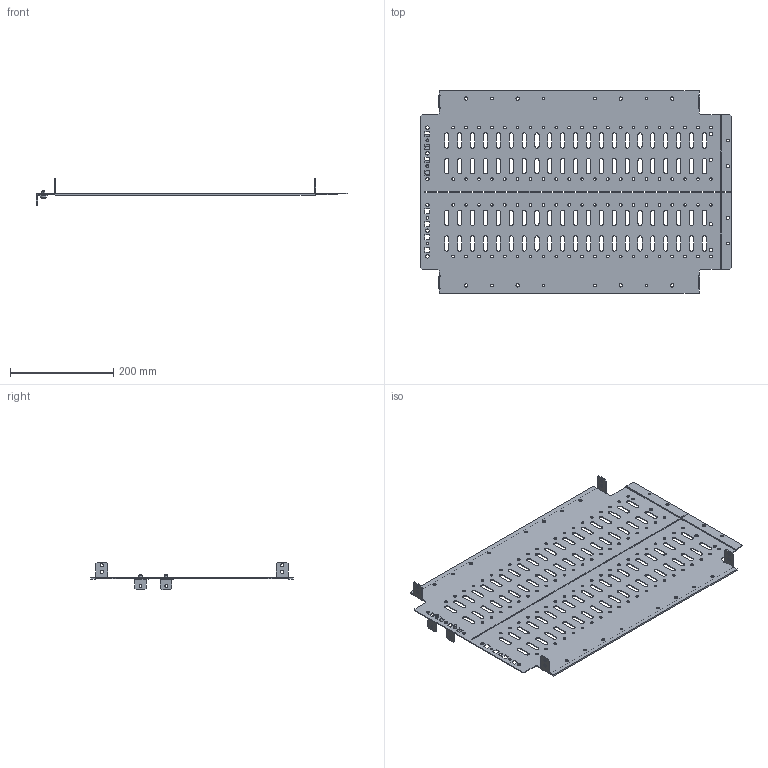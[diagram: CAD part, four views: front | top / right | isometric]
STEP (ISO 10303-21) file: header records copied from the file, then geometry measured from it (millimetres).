
FILE_DESCRIPTION (( 'STEP AP203' ), '1' );
FILE_NAME ('FO-00-SWH-040-060 FORMAT Ïåðåãîðîäêà ñåêö. ãîðèç. 400õ600 øêàô ãëóá. 1000 IEK.STEP', '2024-07-25T12:29:46', ( '' ), ( '' ), 'SwSTEP 2.0', 'SolidWorks 2022', '' );
FILE_SCHEMA (( 'CONFIG_CONTROL_DESIGN' ));
Length unit declared in the file: millimetre
Products named in the file (1): FO-00-SWH-040-060 FORMAT Перегородка секц. гориз. 400х600 шкаф глуб. 1000 IEK
Bounding box: 603.5 x 393.6 x 54 mm (x, y, z)
Volume: 330678.4 mm3; surface area: 441201.4 mm2
Topology: 5 solids, 5 shells, 986 faces, 2906 edges, 1932 vertices
Faces by surface type: plane 504, cylinder 466, cone 8, torus 8
Entity records: 34175 total; most frequent: DIRECTION 5836, CARTESIAN_POINT 5825, ORIENTED_EDGE 5812, EDGE_CURVE 2906, LINE 1950, VECTOR 1950, AXIS2_PLACEMENT_3D 1943, VERTEX_POINT 1932
